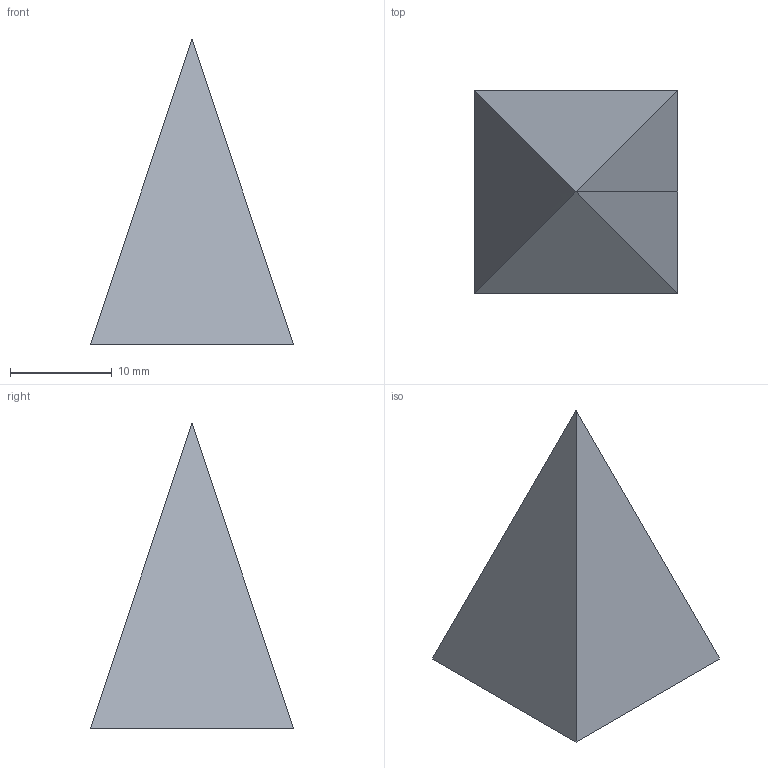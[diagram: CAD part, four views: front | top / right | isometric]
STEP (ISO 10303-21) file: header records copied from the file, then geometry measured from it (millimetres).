
FILE_DESCRIPTION(('Zoo Text-to-CAD'),'1');
FILE_NAME('Zoo Text-to-CAD model','2024-08-18T16:46:08',('Author'),('Zoo'),'Zoo Text-to-CAD','text-to-cad.zoo.dev','Unknown');
FILE_SCHEMA(('AUTOMOTIVE_DESIGN { 1 0 10303 214 1 1 1 1 }'));
Length unit declared in the file: millimetre
Products named in the file (1): Zoo Text-to-CAD
Bounding box: 20 x 20 x 30 mm (x, y, z)
Volume: 4000.4 mm3; surface area: 1665 mm2
Topology: 1 solids, 1 shells, 7 faces, 15 edges, 10 vertices
Faces by surface type: bspline 5, plane 2
Entity records: 425 total; most frequent: CARTESIAN_POINT 124, DIRECTION 46, ORIENTED_EDGE 30, PCURVE 30, DEFINITIONAL_REPRESENTATION 30, LINE 25, VECTOR 25, EDGE_CURVE 15
